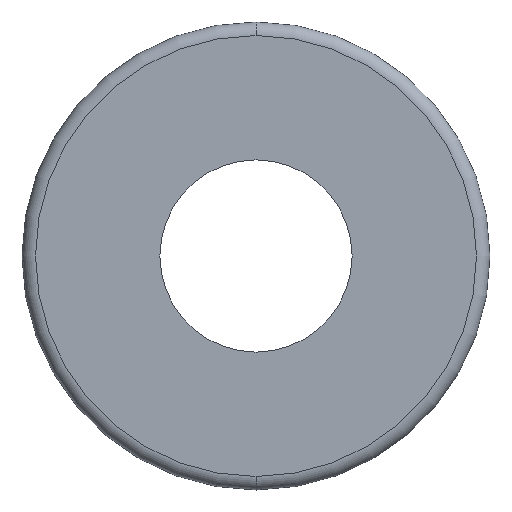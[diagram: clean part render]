
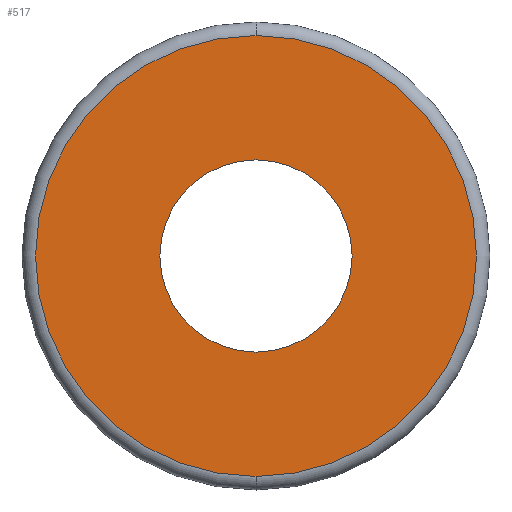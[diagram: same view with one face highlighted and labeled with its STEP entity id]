
A CAD part, front view. The second image highlights one B-rep face of the part: STEP entity #517.
In plain terms, the highlighted planar face has unit normal (0, -1, 0).
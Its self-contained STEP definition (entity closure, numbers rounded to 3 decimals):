
#25 = FACE_OUTER_BOUND ( 'NONE', #317, .T. ) ;
#27 = DIRECTION ( 'NONE',  ( 0., 0., 1. ) ) ;
#32 = DIRECTION ( 'NONE',  ( 0., 1., 0. ) ) ;
#34 = CARTESIAN_POINT ( 'NONE',  ( 0., 0., 0. ) ) ;
#36 = CARTESIAN_POINT ( 'NONE',  ( 0., 0., 0. ) ) ;
#50 = DIRECTION ( 'NONE',  ( 0., 0., 1. ) ) ;
#51 = DIRECTION ( 'NONE',  ( 0., 1., 0. ) ) ;
#52 = CARTESIAN_POINT ( 'NONE',  ( 0., 0., 0. ) ) ;
#68 = CARTESIAN_POINT ( 'NONE',  ( 0., 0., 0. ) ) ;
#213 = CIRCLE ( 'NONE', #496, 9.75 ) ;
#234 = ORIENTED_EDGE ( 'NONE', *, *, #711, .T. ) ;
#244 = ORIENTED_EDGE ( 'NONE', *, *, #258, .T. ) ;
#246 = ORIENTED_EDGE ( 'NONE', *, *, #718, .F. ) ;
#251 = ORIENTED_EDGE ( 'NONE', *, *, #574, .F. ) ;
#258 = EDGE_CURVE ( 'NONE', #565, #379, #352, .T. ) ;
#317 = EDGE_LOOP ( 'NONE', ( #246, #251 ) ) ;
#336 = CARTESIAN_POINT ( 'NONE',  ( 0., 0., -4.25 ) ) ;
#340 = DIRECTION ( 'NONE',  ( 0., 0., 1. ) ) ;
#348 = DIRECTION ( 'NONE',  ( 0., 1., 0. ) ) ;
#352 = CIRCLE ( 'NONE', #665, 4.25 ) ;
#355 = PLANE ( 'NONE',  #519 ) ;
#379 = VERTEX_POINT ( 'NONE', #498 ) ;
#388 = CARTESIAN_POINT ( 'NONE',  ( 0., 0., 0. ) ) ;
#395 = AXIS2_PLACEMENT_3D ( 'NONE', #68, #655, #646 ) ;
#428 = AXIS2_PLACEMENT_3D ( 'NONE', #34, #32, #27 ) ;
#430 = CIRCLE ( 'NONE', #395, 9.75 ) ;
#437 = EDGE_LOOP ( 'NONE', ( #234, #244 ) ) ;
#485 = VERTEX_POINT ( 'NONE', #687 ) ;
#496 = AXIS2_PLACEMENT_3D ( 'NONE', #52, #51, #50 ) ;
#498 = CARTESIAN_POINT ( 'NONE',  ( 0., 0., 4.25 ) ) ;
#517 = ADVANCED_FACE ( 'NONE', ( #666, #25 ), #355, .F. ) ;
#519 = AXIS2_PLACEMENT_3D ( 'NONE', #388, #348, #340 ) ;
#565 = VERTEX_POINT ( 'NONE', #336 ) ;
#574 = EDGE_CURVE ( 'NONE', #669, #485, #213, .T. ) ;
#589 = DIRECTION ( 'NONE',  ( 0., 1., 0. ) ) ;
#646 = DIRECTION ( 'NONE',  ( 0., 0., 1. ) ) ;
#655 = DIRECTION ( 'NONE',  ( 0., 1., 0. ) ) ;
#660 = DIRECTION ( 'NONE',  ( 0., 0., 1. ) ) ;
#665 = AXIS2_PLACEMENT_3D ( 'NONE', #36, #589, #660 ) ;
#666 = FACE_BOUND ( 'NONE', #437, .T. ) ;
#669 = VERTEX_POINT ( 'NONE', #694 ) ;
#687 = CARTESIAN_POINT ( 'NONE',  ( 0., 0., 9.75 ) ) ;
#694 = CARTESIAN_POINT ( 'NONE',  ( 0., 0., -9.75 ) ) ;
#700 = CIRCLE ( 'NONE', #428, 4.25 ) ;
#711 = EDGE_CURVE ( 'NONE', #379, #565, #700, .T. ) ;
#718 = EDGE_CURVE ( 'NONE', #485, #669, #430, .T. ) ;
